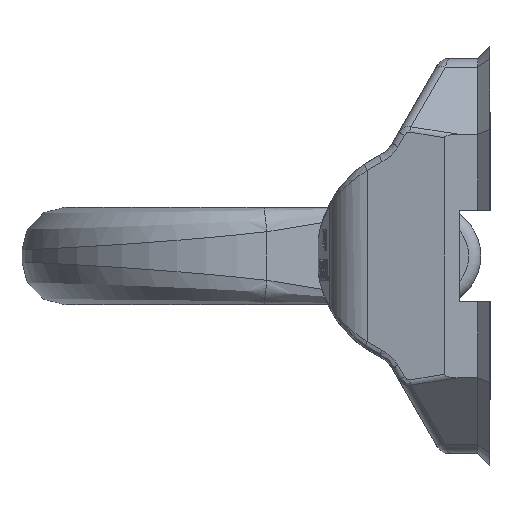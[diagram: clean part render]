
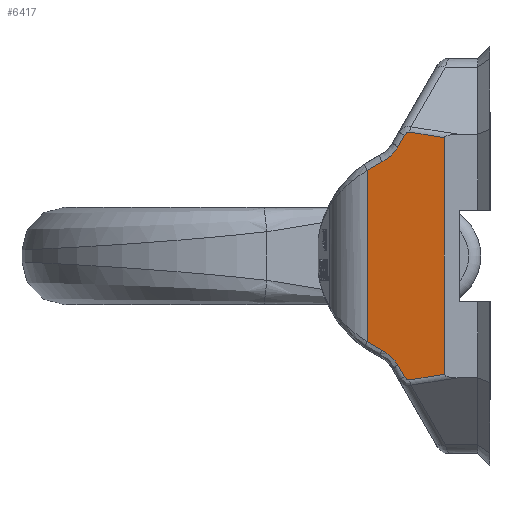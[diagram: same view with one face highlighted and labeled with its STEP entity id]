
A CAD part, left-side view. The second image highlights one B-rep face of the part: STEP entity #6417.
In plain terms, the highlighted planar face has unit normal (-0.988, 0.156, 0).
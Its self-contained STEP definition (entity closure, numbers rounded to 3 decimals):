
#58=DIRECTION('',(0.,0.,1.));
#59=VECTOR('',#58,77.867);
#60=CARTESIAN_POINT('',(-57.,15.,-38.934));
#61=LINE('',#60,#59);
#1403=DIRECTION('',(0.155,0.976,0.155));
#1404=VECTOR('',#1403,11.675);
#1405=CARTESIAN_POINT('',(-57.,15.,38.934));
#1406=LINE('',#1405,#1404);
#1422=DIRECTION('',(0.079,0.498,-0.863));
#1423=VECTOR('',#1422,4.294);
#1424=CARTESIAN_POINT('',(-54.918,28.144,39.644));
#1425=LINE('',#1424,#1423);
#1440=CARTESIAN_POINT('',(-54.579,30.284,35.937));
#1441=CARTESIAN_POINT('',(-54.531,30.591,35.405));
#1442=CARTESIAN_POINT('',(-54.422,31.277,34.395));
#1443=CARTESIAN_POINT('',(-54.223,32.534,33.029));
#1444=CARTESIAN_POINT('',(-53.993,33.983,31.862));
#1445=CARTESIAN_POINT('',(-53.826,35.043,31.241));
#1446=CARTESIAN_POINT('',(-53.737,35.599,30.967));
#1456=CARTESIAN_POINT('',(-53.737,35.599,30.967));
#1457=CARTESIAN_POINT('',(-53.652,36.139,30.702));
#1458=CARTESIAN_POINT('',(-53.483,37.203,30.145));
#1459=CARTESIAN_POINT('',(-53.238,38.754,29.226));
#1460=CARTESIAN_POINT('',(-53.079,39.757,28.558));
#1461=CARTESIAN_POINT('',(-53.001,40.25,28.211));
#1506=DIRECTION('',(0.,0.,-1.));
#1507=VECTOR('',#1506,56.422);
#1508=CARTESIAN_POINT('',(-53.001,40.25,28.211));
#1509=LINE('',#1508,#1507);
#1521=CARTESIAN_POINT('',(-53.001,40.25,
-28.211));
#1541=CARTESIAN_POINT('',(-53.001,40.25,
-28.211));
#1542=CARTESIAN_POINT('',(-53.079,39.757,
-28.558));
#1543=CARTESIAN_POINT('',(-53.238,38.754,
-29.226));
#1544=CARTESIAN_POINT('',(-53.483,37.203,
-30.145));
#1545=CARTESIAN_POINT('',(-53.652,36.139,
-30.702));
#1546=CARTESIAN_POINT('',(-53.737,35.599,
-30.967));
#1565=CARTESIAN_POINT('',(-53.737,35.599,
-30.967));
#1566=CARTESIAN_POINT('',(-53.826,35.042,
-31.241));
#1567=CARTESIAN_POINT('',(-53.994,33.982,
-31.863));
#1568=CARTESIAN_POINT('',(-54.223,32.533,
-33.03));
#1569=CARTESIAN_POINT('',(-54.422,31.277,
-34.396));
#1570=CARTESIAN_POINT('',(-54.531,30.591,
-35.405));
#1571=CARTESIAN_POINT('',(-54.579,30.284,
-35.937));
#1581=DIRECTION('',(-0.079,-0.498,-0.863));
#1582=VECTOR('',#1581,4.294);
#1583=CARTESIAN_POINT('',(-54.579,30.284,
-35.937));
#1584=LINE('',#1583,#1582);
#1594=CARTESIAN_POINT('',(-54.918,28.144,
-39.644));
#1595=CARTESIAN_POINT('',(-54.931,28.066,
-39.778));
#1596=CARTESIAN_POINT('',(-54.957,27.898,
-40.023));
#1597=CARTESIAN_POINT('',(-55.005,27.597,
-40.334));
#1598=CARTESIAN_POINT('',(-55.055,27.278,
-40.56));
#1599=CARTESIAN_POINT('',(-55.106,26.959,
-40.701));
#1600=CARTESIAN_POINT('',(-55.154,26.656,
-40.759));
#1601=CARTESIAN_POINT('',(-55.182,26.477,
-40.752));
#1602=CARTESIAN_POINT('',(-55.196,26.392,
-40.738));
#1619=DIRECTION('',(-0.155,-0.976,0.155));
#1620=VECTOR('',#1619,11.675);
#1621=CARTESIAN_POINT('',(-55.196,26.392,
-40.738));
#1622=LINE('',#1621,#1620);
#1892=CARTESIAN_POINT('',(-55.196,26.392,40.738));
#1893=CARTESIAN_POINT('',(-55.182,26.478,40.752));
#1894=CARTESIAN_POINT('',(-55.154,26.657,40.76));
#1895=CARTESIAN_POINT('',(-55.105,26.962,40.7));
#1896=CARTESIAN_POINT('',(-55.055,27.282,40.558));
#1897=CARTESIAN_POINT('',(-55.004,27.601,40.33));
#1898=CARTESIAN_POINT('',(-54.957,27.9,40.02));
#1899=CARTESIAN_POINT('',(-54.93,28.067,39.777));
#1900=CARTESIAN_POINT('',(-54.918,28.144,39.644));
#3855=CARTESIAN_POINT('',(-54.918,28.144,39.644));
#3856=CARTESIAN_POINT('',(-54.579,30.284,35.937));
#3857=VERTEX_POINT('',#3855);
#3858=VERTEX_POINT('',#3856);
#3863=VERTEX_POINT('',#1456);
#3864=VERTEX_POINT('',#1461);
#3875=VERTEX_POINT('',#1521);
#3877=VERTEX_POINT('',#1546);
#3879=CARTESIAN_POINT('',(-54.579,30.284,
-35.937));
#3880=CARTESIAN_POINT('',(-54.918,28.144,
-39.644));
#3881=VERTEX_POINT('',#3879);
#3882=VERTEX_POINT('',#3880);
#3887=CARTESIAN_POINT('',(-55.196,26.392,
-40.738));
#3888=CARTESIAN_POINT('',(-57.,15.,-38.934));
#3889=VERTEX_POINT('',#3887);
#3890=VERTEX_POINT('',#3888);
#3894=CARTESIAN_POINT('',(-57.,15.,38.934));
#3895=VERTEX_POINT('',#3894);
#4217=CARTESIAN_POINT('',(-55.196,26.392,40.738));
#4218=VERTEX_POINT('',#4217);
#6388=CARTESIAN_POINT('',(-57.,15.,78.));
#6389=DIRECTION('',(0.988,-0.156,0.));
#6390=DIRECTION('',(0.156,0.988,0.));
#6391=AXIS2_PLACEMENT_3D('',#6388,#6389,#6390);
#6392=PLANE('',#6391);
#6394=ORIENTED_EDGE('',*,*,#6393,.F.);
#6396=ORIENTED_EDGE('',*,*,#6395,.F.);
#6397=ORIENTED_EDGE('',*,*,#6379,.F.);
#6398=ORIENTED_EDGE('',*,*,#5037,.F.);
#6400=ORIENTED_EDGE('',*,*,#6399,.F.);
#6402=ORIENTED_EDGE('',*,*,#6401,.F.);
#6404=ORIENTED_EDGE('',*,*,#6403,.F.);
#6406=ORIENTED_EDGE('',*,*,#6405,.F.);
#6408=ORIENTED_EDGE('',*,*,#6407,.F.);
#6410=ORIENTED_EDGE('',*,*,#6409,.F.);
#6412=ORIENTED_EDGE('',*,*,#6411,.F.);
#6414=ORIENTED_EDGE('',*,*,#6413,.F.);
#6415=EDGE_LOOP('',(#6394,#6396,#6397,#6398,#6400,#6402,#6404,#6406,#6408,#6410,
#6412,#6414));
#6416=FACE_OUTER_BOUND('',#6415,.F.);
#6417=ADVANCED_FACE('',(#6416),#6392,.F.);
#1447=B_SPLINE_CURVE_WITH_KNOTS('',3,(#1440,#1441,#1442,#1443,#1444,#1445,
#1446),.UNSPECIFIED.,.F.,.F.,(4,1,1,1,4),(0.,0.25,0.5,0.75,1.),
.UNSPECIFIED.);
#1462=B_SPLINE_CURVE_WITH_KNOTS('',3,(#1456,#1457,#1458,#1459,#1460,#1461),
.UNSPECIFIED.,.F.,.F.,(4,1,1,4),(0.,0.333,0.667,1.),
.UNSPECIFIED.);
#1547=B_SPLINE_CURVE_WITH_KNOTS('',3,(#1541,#1542,#1543,#1544,#1545,#1546),
.UNSPECIFIED.,.F.,.F.,(4,1,1,4),(0.,0.333,0.667,1.),
.UNSPECIFIED.);
#1572=B_SPLINE_CURVE_WITH_KNOTS('',3,(#1565,#1566,#1567,#1568,#1569,#1570,
#1571),.UNSPECIFIED.,.F.,.F.,(4,1,1,1,4),(0.,0.25,0.5,0.75,1.),
.UNSPECIFIED.);
#1603=B_SPLINE_CURVE_WITH_KNOTS('',3,(#1594,#1595,#1596,#1597,#1598,#1599,#1600,
#1601,#1602),.UNSPECIFIED.,.F.,.F.,(4,1,1,1,1,1,4),(0.,0.167,
0.333,0.5,0.667,0.833,1.),
.UNSPECIFIED.);
#1901=B_SPLINE_CURVE_WITH_KNOTS('',3,(#1892,#1893,#1894,#1895,#1896,#1897,#1898,
#1899,#1900),.UNSPECIFIED.,.F.,.F.,(4,1,1,1,1,1,4),(0.,0.167,
0.333,0.5,0.667,0.833,1.),
.UNSPECIFIED.);
#5037=EDGE_CURVE('',#3890,#3895,#61,.T.);
#6379=EDGE_CURVE('',#3895,#4218,#1406,.T.);
#6393=EDGE_CURVE('',#3857,#3858,#1425,.T.);
#6395=EDGE_CURVE('',#4218,#3857,#1901,.T.);
#6399=EDGE_CURVE('',#3889,#3890,#1622,.T.);
#6401=EDGE_CURVE('',#3882,#3889,#1603,.T.);
#6403=EDGE_CURVE('',#3881,#3882,#1584,.T.);
#6405=EDGE_CURVE('',#3877,#3881,#1572,.T.);
#6407=EDGE_CURVE('',#3875,#3877,#1547,.T.);
#6409=EDGE_CURVE('',#3864,#3875,#1509,.T.);
#6411=EDGE_CURVE('',#3863,#3864,#1462,.T.);
#6413=EDGE_CURVE('',#3858,#3863,#1447,.T.);
